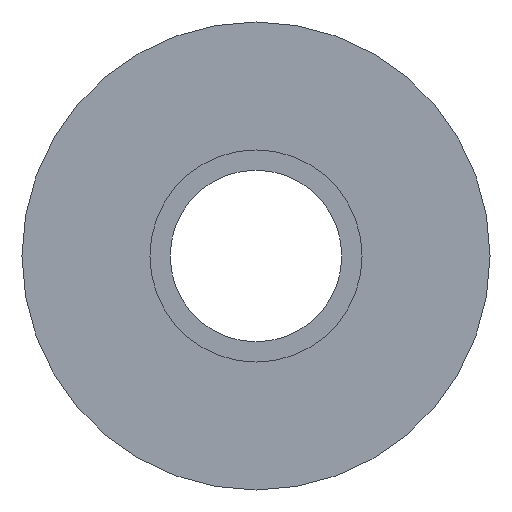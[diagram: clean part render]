
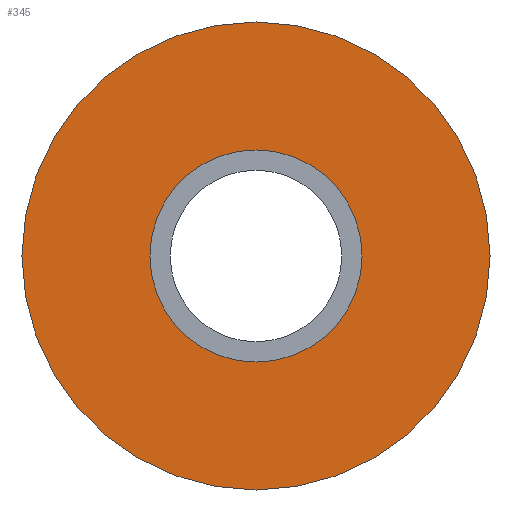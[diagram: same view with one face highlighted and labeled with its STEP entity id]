
A CAD part, front view. The second image highlights one B-rep face of the part: STEP entity #345.
In plain terms, the highlighted planar face has unit normal (0, -1, 0).
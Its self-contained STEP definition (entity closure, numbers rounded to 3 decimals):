
#8 = DIRECTION ( 'NONE',  ( 0., 0., 1. ) ) ;
#20 = EDGE_CURVE ( 'NONE', #349, #125, #190, .T. ) ;
#25 = FACE_OUTER_BOUND ( 'NONE', #166, .T. ) ;
#30 = AXIS2_PLACEMENT_3D ( 'NONE', #64, #195, #409 ) ;
#43 = CARTESIAN_POINT ( 'NONE',  ( -6.8, 0., 0. ) ) ;
#58 = CIRCLE ( 'NONE', #156, 15. ) ;
#64 = CARTESIAN_POINT ( 'NONE',  ( 0., 0., 0. ) ) ;
#94 = CIRCLE ( 'NONE', #136, 15. ) ;
#95 = DIRECTION ( 'NONE',  ( 0., 0., -1. ) ) ;
#96 = EDGE_CURVE ( 'NONE', #120, #247, #94, .T. ) ;
#98 = ORIENTED_EDGE ( 'NONE', *, *, #20, .T. ) ;
#103 = EDGE_CURVE ( 'NONE', #247, #120, #58, .T. ) ;
#120 = VERTEX_POINT ( 'NONE', #306 ) ;
#125 = VERTEX_POINT ( 'NONE', #294 ) ;
#135 = AXIS2_PLACEMENT_3D ( 'NONE', #43, #414, #95 ) ;
#136 = AXIS2_PLACEMENT_3D ( 'NONE', #200, #235, #8 ) ;
#140 = DIRECTION ( 'NONE',  ( 0., 0., 1. ) ) ;
#146 = FACE_BOUND ( 'NONE', #172, .T. ) ;
#156 = AXIS2_PLACEMENT_3D ( 'NONE', #158, #299, #269 ) ;
#158 = CARTESIAN_POINT ( 'NONE',  ( 0., 0., 0. ) ) ;
#166 = EDGE_LOOP ( 'NONE', ( #252, #271 ) ) ;
#172 = EDGE_LOOP ( 'NONE', ( #98, #326 ) ) ;
#190 = CIRCLE ( 'NONE', #30, 6.8 ) ;
#194 = CARTESIAN_POINT ( 'NONE',  ( 0., 0., -15. ) ) ;
#195 = DIRECTION ( 'NONE',  ( 0., 1., 0. ) ) ;
#200 = CARTESIAN_POINT ( 'NONE',  ( 0., 0., 0. ) ) ;
#212 = AXIS2_PLACEMENT_3D ( 'NONE', #419, #383, #140 ) ;
#235 = DIRECTION ( 'NONE',  ( 0., 1., 0. ) ) ;
#239 = EDGE_CURVE ( 'NONE', #125, #349, #399, .T. ) ;
#247 = VERTEX_POINT ( 'NONE', #194 ) ;
#252 = ORIENTED_EDGE ( 'NONE', *, *, #96, .F. ) ;
#269 = DIRECTION ( 'NONE',  ( 0., 0., 1. ) ) ;
#271 = ORIENTED_EDGE ( 'NONE', *, *, #103, .F. ) ;
#294 = CARTESIAN_POINT ( 'NONE',  ( 0., 0., -6.8 ) ) ;
#299 = DIRECTION ( 'NONE',  ( 0., 1., 0. ) ) ;
#306 = CARTESIAN_POINT ( 'NONE',  ( 0., 0., 15. ) ) ;
#326 = ORIENTED_EDGE ( 'NONE', *, *, #239, .T. ) ;
#345 = ADVANCED_FACE ( 'NONE', ( #146, #25 ), #380, .T. ) ;
#349 = VERTEX_POINT ( 'NONE', #423 ) ;
#380 = PLANE ( 'NONE',  #135 ) ;
#383 = DIRECTION ( 'NONE',  ( 0., 1., 0. ) ) ;
#399 = CIRCLE ( 'NONE', #212, 6.8 ) ;
#409 = DIRECTION ( 'NONE',  ( 0., 0., 1. ) ) ;
#414 = DIRECTION ( 'NONE',  ( 0., -1., 0. ) ) ;
#419 = CARTESIAN_POINT ( 'NONE',  ( 0., 0., 0. ) ) ;
#423 = CARTESIAN_POINT ( 'NONE',  ( 0., 0., 6.8 ) ) ;
